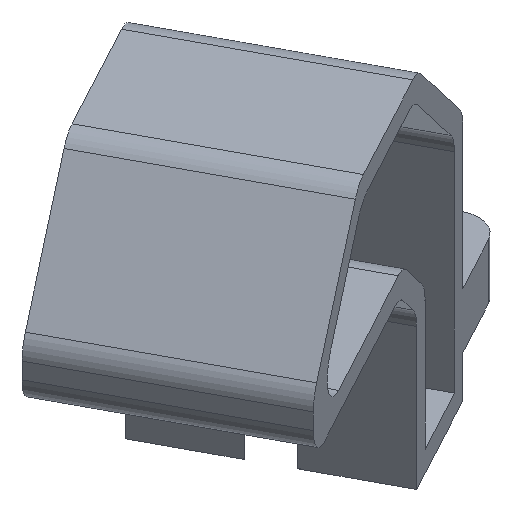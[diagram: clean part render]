
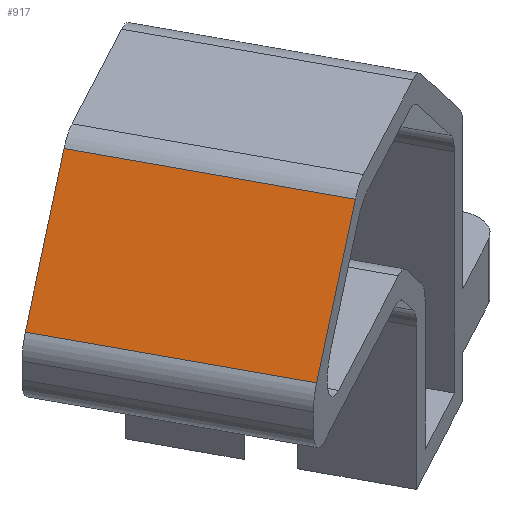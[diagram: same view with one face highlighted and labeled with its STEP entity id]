
A CAD part, isometric view. The second image highlights one B-rep face of the part: STEP entity #917.
In plain terms, the highlighted planar face has unit normal (-0.623, -0.334, 0.707).
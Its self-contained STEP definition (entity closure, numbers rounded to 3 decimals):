
#46=PLANE('',#1022);
#90=FACE_OUTER_BOUND('',#137,.T.);
#137=EDGE_LOOP('',(#851,#852,#853,#854));
#154=LINE('',#1336,#245);
#157=LINE('',#1351,#248);
#211=LINE('',#1542,#302);
#213=LINE('',#1546,#304);
#245=VECTOR('',#1061,10.);
#248=VECTOR('',#1076,10.);
#302=VECTOR('',#1206,10.);
#304=VECTOR('',#1212,10.);
#381=VERTEX_POINT('',#1333);
#382=VERTEX_POINT('',#1335);
#387=VERTEX_POINT('',#1348);
#388=VERTEX_POINT('',#1350);
#473=EDGE_CURVE('',#382,#381,#154,.T.);
#480=EDGE_CURVE('',#387,#388,#157,.T.);
#557=EDGE_CURVE('',#388,#381,#211,.T.);
#559=EDGE_CURVE('',#382,#387,#213,.T.);
#851=ORIENTED_EDGE('',*,*,#557,.F.);
#852=ORIENTED_EDGE('',*,*,#480,.F.);
#853=ORIENTED_EDGE('',*,*,#559,.F.);
#854=ORIENTED_EDGE('',*,*,#473,.T.);
#917=ADVANCED_FACE('',(#90),#46,.T.);
#1022=AXIS2_PLACEMENT_3D('',#1600,#1284,#1285);
#1061=DIRECTION('',(-0.623,-0.334,-0.707));
#1076=DIRECTION('',(-0.623,-0.334,-0.707));
#1206=DIRECTION('',(-0.473,0.881,0.));
#1212=DIRECTION('',(0.473,-0.881,0.));
#1284=DIRECTION('center_axis',(-0.623,-0.334,0.707));
#1285=DIRECTION('ref_axis',(-0.623,-0.334,-0.707));
#1333=CARTESIAN_POINT('',(101.44,0.59,22.009));
#1335=CARTESIAN_POINT('',(107.457,3.819,28.838));
#1336=CARTESIAN_POINT('',(107.973,4.096,29.423));
#1348=CARTESIAN_POINT('',(114.786,-9.839,28.838));
#1350=CARTESIAN_POINT('',(108.77,-13.068,22.009));
#1351=CARTESIAN_POINT('',(115.302,-9.562,29.423));
#1542=CARTESIAN_POINT('',(101.44,0.59,22.009));
#1546=CARTESIAN_POINT('',(107.457,3.819,28.838));
#1600=CARTESIAN_POINT('Origin',(107.973,4.096,29.423));
